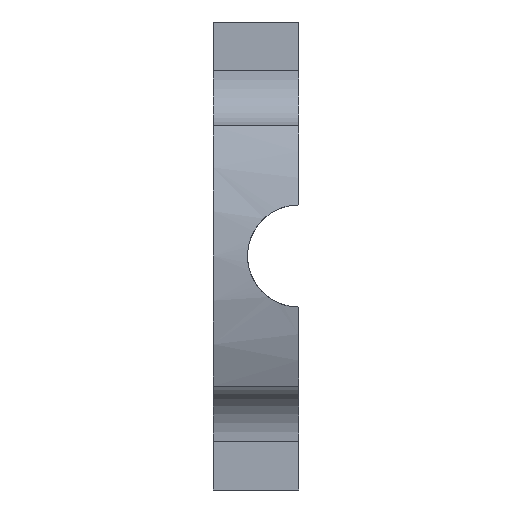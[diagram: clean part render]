
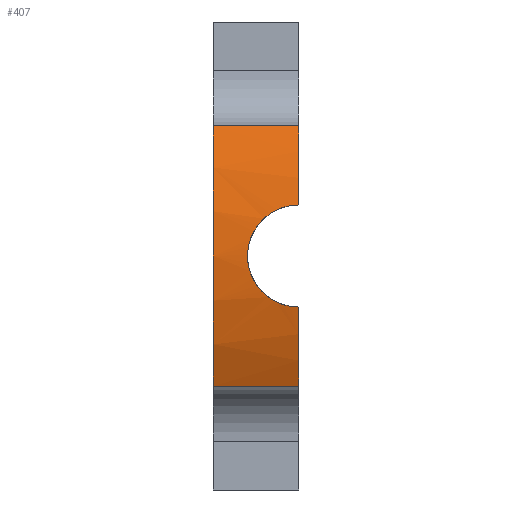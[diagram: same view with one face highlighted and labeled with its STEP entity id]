
A CAD part, left-side view. The second image highlights one B-rep face of the part: STEP entity #407.
In plain terms, the highlighted cylindrical face has radius 18 mm (diameter 36 mm), a partial arc.
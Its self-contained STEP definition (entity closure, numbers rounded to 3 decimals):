
#15 = DIRECTION ( 'NONE',  ( 0., 1., 0. ) ) ;
#25 = CARTESIAN_POINT ( 'NONE',  ( 0., 0., 0. ) ) ;
#33 = VERTEX_POINT ( 'NONE', #723 ) ;
#36 = CARTESIAN_POINT ( 'NONE',  ( 0., 0., 0. ) ) ;
#60 = VECTOR ( 'NONE', #15, 1000. ) ;
#82 = DIRECTION ( 'NONE',  ( 0., -1., 0. ) ) ;
#93 = CARTESIAN_POINT ( 'NONE',  ( -17.975, 2.847, 0.965 ) ) ;
#115 = CARTESIAN_POINT ( 'NONE',  ( -17.858, 1.983, 2.26 ) ) ;
#191 = DIRECTION ( 'NONE',  ( 0., 0., 1. ) ) ;
#217 = DIRECTION ( 'NONE',  ( 0., 0., -1. ) ) ;
#229 = CARTESIAN_POINT ( 'NONE',  ( -17.811, 1.503, -2.603 ) ) ;
#235 = CARTESIAN_POINT ( 'NONE',  ( -16.293, 5., -7.65 ) ) ;
#260 = CARTESIAN_POINT ( 'NONE',  ( -17.811, 1.508, 2.601 ) ) ;
#269 = ORIENTED_EDGE ( 'NONE', *, *, #1334, .T. ) ;
#280 = CARTESIAN_POINT ( 'NONE',  ( -17.997, 2.981, 0.393 ) ) ;
#288 = CARTESIAN_POINT ( 'NONE',  ( -17.797, 1.332, 2.695 ) ) ;
#316 = ORIENTED_EDGE ( 'NONE', *, *, #2084, .F. ) ;
#351 = CARTESIAN_POINT ( 'NONE',  ( -17.858, 1.983, -2.259 ) ) ;
#356 = CIRCLE ( 'NONE', #1835, 18. ) ;
#366 = CARTESIAN_POINT ( 'NONE',  ( -17.748, 0., -3. ) ) ;
#386 = CARTESIAN_POINT ( 'NONE',  ( -17.748, 0., -3. ) ) ;
#406 = CARTESIAN_POINT ( 'NONE',  ( -17.774, 0.969, 2.846 ) ) ;
#407 = ADVANCED_FACE ( 'NONE', ( #1558 ), #1381, .T. ) ;
#415 = CARTESIAN_POINT ( 'NONE',  ( -17.908, 2.386, 1.828 ) ) ;
#425 = VERTEX_POINT ( 'NONE', #710 ) ;
#432 = EDGE_CURVE ( 'NONE', #1882, #729, #1778, .T. ) ;
#442 = EDGE_LOOP ( 'NONE', ( #1661, #1576, #1658, #848, #316, #269 ) ) ;
#443 = CARTESIAN_POINT ( 'NONE',  ( -17.764, 0.782, 2.903 ) ) ;
#534 = CARTESIAN_POINT ( 'NONE',  ( 0., 5., 0. ) ) ;
#545 = EDGE_CURVE ( 'NONE', #425, #33, #1274, .T. ) ;
#560 = AXIS2_PLACEMENT_3D ( 'NONE', #1824, #1672, #191 ) ;
#569 = CARTESIAN_POINT ( 'NONE',  ( -17.952, 2.696, -1.331 ) ) ;
#579 = VERTEX_POINT ( 'NONE', #1797 ) ;
#596 = AXIS2_PLACEMENT_3D ( 'NONE', #36, #685, #1785 ) ;
#685 = DIRECTION ( 'NONE',  ( 0., 1., 0. ) ) ;
#710 = CARTESIAN_POINT ( 'NONE',  ( -16.293, 0., 7.65 ) ) ;
#723 = CARTESIAN_POINT ( 'NONE',  ( -16.293, 5., 7.65 ) ) ;
#729 = VERTEX_POINT ( 'NONE', #1705 ) ;
#730 = CARTESIAN_POINT ( 'NONE',  ( -17.748, 0.199, -3. ) ) ;
#761 = CARTESIAN_POINT ( 'NONE',  ( -17.952, 2.697, 1.329 ) ) ;
#847 = DIRECTION ( 'NONE',  ( 0., 0., 1. ) ) ;
#848 = ORIENTED_EDGE ( 'NONE', *, *, #545, .T. ) ;
#888 = DIRECTION ( 'NONE',  ( 0., -1., 0. ) ) ;
#987 = DIRECTION ( 'NONE',  ( 0., 1., 0. ) ) ;
#1014 = CARTESIAN_POINT ( 'NONE',  ( -17.891, 2.259, -1.983 ) ) ;
#1044 = CARTESIAN_POINT ( 'NONE',  ( -17.752, 0.394, -2.98 ) ) ;
#1066 = CARTESIAN_POINT ( 'NONE',  ( -17.752, 0.397, 2.98 ) ) ;
#1083 = CIRCLE ( 'NONE', #596, 18. ) ;
#1089 = CARTESIAN_POINT ( 'NONE',  ( -17.997, 2.981, -0.393 ) ) ;
#1225 = CARTESIAN_POINT ( 'NONE',  ( -17.891, 2.262, 1.98 ) ) ;
#1243 = CARTESIAN_POINT ( 'NONE',  ( -17.748, 0.199, 3. ) ) ;
#1249 = LINE ( 'NONE', #235, #1902 ) ;
#1274 = LINE ( 'NONE', #2103, #60 ) ;
#1295 = AXIS2_PLACEMENT_3D ( 'NONE', #534, #82, #217 ) ;
#1334 = EDGE_CURVE ( 'NONE', #1696, #579, #1249, .T. ) ;
#1381 = CYLINDRICAL_SURFACE ( 'NONE', #1295, 18. ) ;
#1393 = CARTESIAN_POINT ( 'NONE',  ( -17.764, 0.778, -2.904 ) ) ;
#1425 = CARTESIAN_POINT ( 'NONE',  ( -17.748, 0., 3. ) ) ;
#1558 = FACE_OUTER_BOUND ( 'NONE', #442, .T. ) ;
#1567 = CARTESIAN_POINT ( 'NONE',  ( -17.975, 2.846, -0.97 ) ) ;
#1576 = ORIENTED_EDGE ( 'NONE', *, *, #432, .T. ) ;
#1588 = CARTESIAN_POINT ( 'NONE',  ( -17.938, 2.603, 1.504 ) ) ;
#1658 = ORIENTED_EDGE ( 'NONE', *, *, #1960, .T. ) ;
#1661 = ORIENTED_EDGE ( 'NONE', *, *, #1972, .T. ) ;
#1672 = DIRECTION ( 'NONE',  ( 0., 1., 0. ) ) ;
#1696 = VERTEX_POINT ( 'NONE', #2073 ) ;
#1705 = CARTESIAN_POINT ( 'NONE',  ( -17.748, 0., 3. ) ) ;
#1709 = CARTESIAN_POINT ( 'NONE',  ( -17.774, 0.968, -2.846 ) ) ;
#1739 = CARTESIAN_POINT ( 'NONE',  ( -17.984, 2.903, -0.781 ) ) ;
#1778 = B_SPLINE_CURVE_WITH_KNOTS ( 'NONE', 3,
 ( #386, #730, #1044, #1393, #1709, #2050, #229, #1828, #351, #1014, #2062, #1904, #569, #1567, #1739, #1089, #2080, #1895, #280, #1924, #93, #761, #1588, #415, #1225, #115, #1887, #260, #288, #406, #443, #1066, #1243, #1425 ),
 .UNSPECIFIED., .F., .F.,
 ( 4, 2, 2, 2, 2, 2, 2, 2, 2, 2, 2, 2, 2, 2, 2, 2, 4 ),
 ( 0., 0.001, 0.001, 0.002, 0.002, 0.003, 0.004, 0.004, 0.005, 0.005, 0.006, 0.006, 0.007, 0.008, 0.008, 0.009, 0.009 ),
 .UNSPECIFIED. ) ;
#1785 = DIRECTION ( 'NONE',  ( 0., 0., 1. ) ) ;
#1797 = CARTESIAN_POINT ( 'NONE',  ( -16.293, 0., -7.65 ) ) ;
#1824 = CARTESIAN_POINT ( 'NONE',  ( 0., 5., 0. ) ) ;
#1828 = CARTESIAN_POINT ( 'NONE',  ( -17.842, 1.829, -2.386 ) ) ;
#1835 = AXIS2_PLACEMENT_3D ( 'NONE', #25, #987, #847 ) ;
#1882 = VERTEX_POINT ( 'NONE', #366 ) ;
#1887 = CARTESIAN_POINT ( 'NONE',  ( -17.842, 1.832, 2.384 ) ) ;
#1895 = CARTESIAN_POINT ( 'NONE',  ( -18., 3., 0.194 ) ) ;
#1902 = VECTOR ( 'NONE', #888, 1000. ) ;
#1904 = CARTESIAN_POINT ( 'NONE',  ( -17.938, 2.603, -1.505 ) ) ;
#1924 = CARTESIAN_POINT ( 'NONE',  ( -17.984, 2.904, 0.778 ) ) ;
#1960 = EDGE_CURVE ( 'NONE', #729, #425, #1083, .T. ) ;
#1972 = EDGE_CURVE ( 'NONE', #579, #1882, #356, .T. ) ;
#2050 = CARTESIAN_POINT ( 'NONE',  ( -17.797, 1.331, -2.696 ) ) ;
#2062 = CARTESIAN_POINT ( 'NONE',  ( -17.907, 2.383, -1.832 ) ) ;
#2073 = CARTESIAN_POINT ( 'NONE',  ( -16.293, 5., -7.65 ) ) ;
#2080 = CARTESIAN_POINT ( 'NONE',  ( -18., 3., -0.198 ) ) ;
#2084 = EDGE_CURVE ( 'NONE', #1696, #33, #2117, .T. ) ;
#2103 = CARTESIAN_POINT ( 'NONE',  ( -16.293, 5., 7.65 ) ) ;
#2117 = CIRCLE ( 'NONE', #560, 18. ) ;
